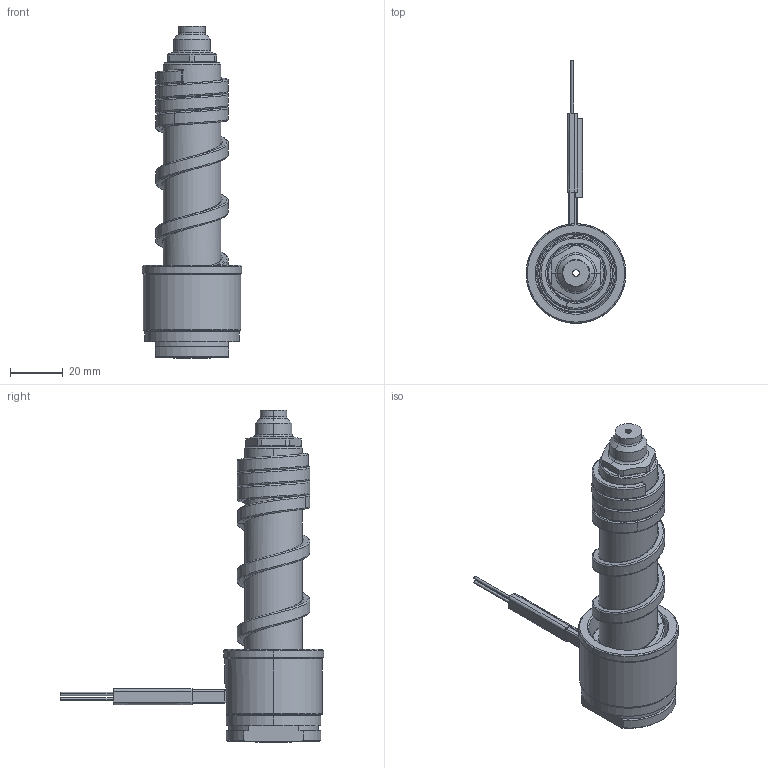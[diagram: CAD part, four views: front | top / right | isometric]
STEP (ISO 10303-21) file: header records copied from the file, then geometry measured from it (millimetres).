
FILE_DESCRIPTION((''),'2;1');
FILE_NAME('LS-126-CKG','2014-03-13T',('Íàòàëüÿ'),('IMID'),'PRO/ENGINEER BY PARAMETRIC TECHNOLOGY CORPORATION, 2010180','PRO/ENGINEER BY PARAMETRIC TECHNOLOGY CORPORATION, 2010180','');
FILE_SCHEMA(('CONFIG_CONTROL_DESIGN'));
Length unit declared in the file: millimetre
Products named in the file (1): LS-126-CKG
Bounding box: 38 x 100 x 126.2 mm (x, y, z)
Volume: 64889.9 mm3; surface area: 28924.3 mm2
Topology: 1 solids, 8 shells, 306 faces, 766 edges, 458 vertices
Faces by surface type: cylinder 100, bspline 56, cone 54, plane 51, torus 28, revolution 9, extrusion 8
Entity records: 16723 total; most frequent: CARTESIAN_POINT 9770, ORIENTED_EDGE 1492, DIRECTION 1344, EDGE_CURVE 758, AXIS2_PLACEMENT_3D 533, VERTEX_POINT 458, EDGE_LOOP 330, FACE_OUTER_BOUND 306
